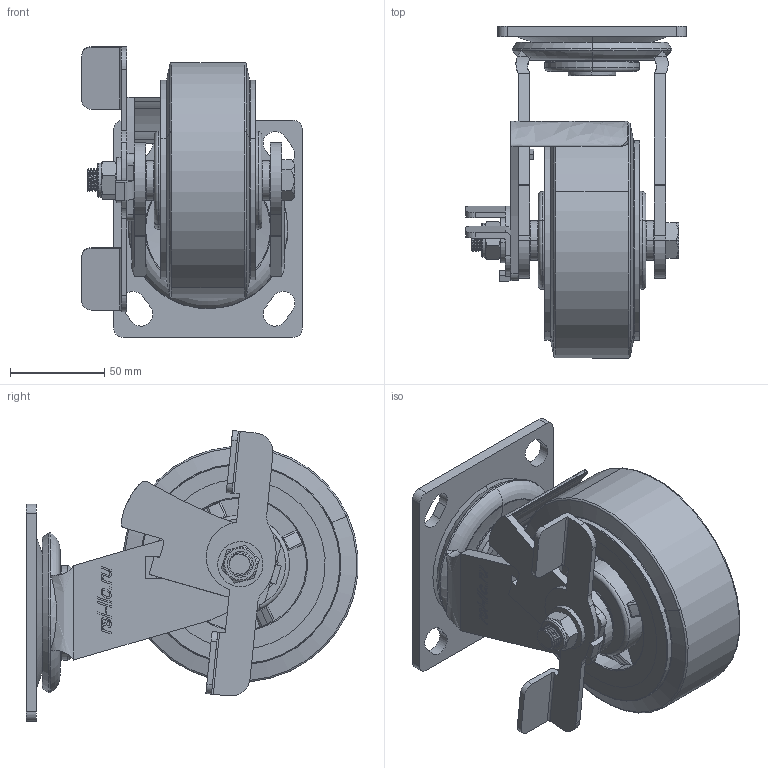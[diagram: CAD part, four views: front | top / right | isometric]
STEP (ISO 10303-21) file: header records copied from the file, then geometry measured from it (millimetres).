
FILE_DESCRIPTION (( 'STEP AP214' ), '1' );
FILE_NAME ('91212501.STEP', '2021-07-06T11:50:11', ( 'Home' ), ( '' ), 'SwSTEP 2.0', 'SolidWorks 2020', '' );
FILE_SCHEMA (( 'AUTOMOTIVE_DESIGN' ));
Length unit declared in the file: millimetre
Products named in the file (12): 91212501-1; 91212501-4; 91212501-7; ﾘ琺矜 11371-68_12; 91212501-2; 91212501-5; 91212501-8; 91212501-10; 91212501-3; 91212501-6; 91212501-9_Œ12; 91212501
Assembly tree (61 placements, depth 2):
  91212501
    91212501-1
    91212501-2
    91212501-3  x50
    91212501-4
    91212501-5
    91212501-6  x2
    91212501-7
    91212501-8
    91212501-9_Œ12
    ﾘ琺矜 11371-68_12
    91212501-10
Bounding box: 117 x 175.86 x 154.04 mm (x, y, z)
Volume: 789524.2 mm3; surface area: 202181.7 mm2
Topology: 66 solids, 66 shells, 836 faces, 2253 edges, 1484 vertices
Faces by surface type: plane 269, cylinder 243, bspline 107, sphere 100, torus 85, cone 32
Entity records: 38011 total; most frequent: CARTESIAN_POINT 16576, ORIENTED_EDGE 3786, DIRECTION 3200, EDGE_CURVE 1893, VERTEX_POINT 1228, AXIS2_PLACEMENT_3D 1176, LINE 848, VECTOR 848
